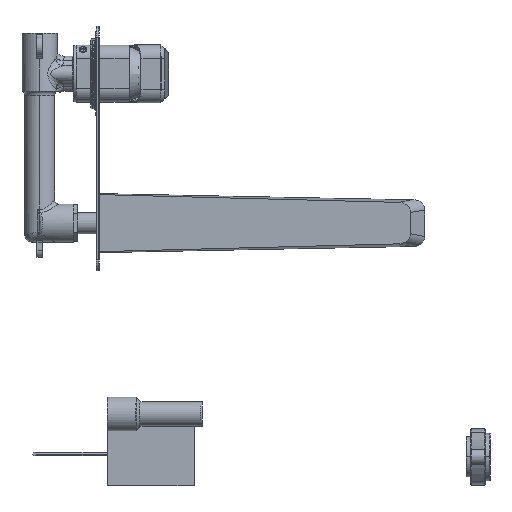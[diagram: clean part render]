
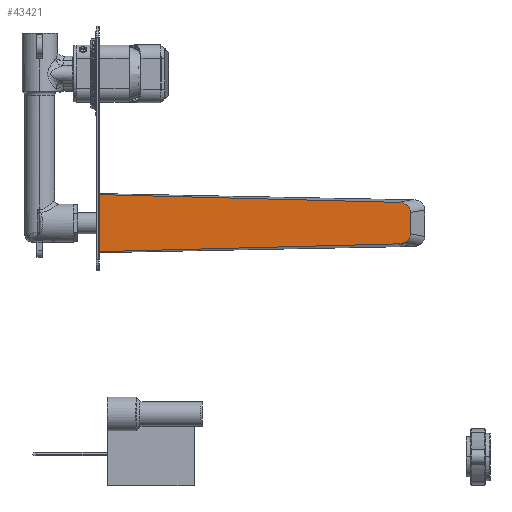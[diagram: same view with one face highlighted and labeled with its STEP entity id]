
A CAD part, top view. The second image highlights one B-rep face of the part: STEP entity #43421.
In plain terms, the highlighted planar face has unit normal (0, 0, 1).
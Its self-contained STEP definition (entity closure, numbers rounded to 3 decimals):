
#42394=CARTESIAN_POINT('',(1138.077,1232.214,83.75));
#42395=CARTESIAN_POINT('',(1138.077,1232.733,83.75));
#42396=CARTESIAN_POINT('',(1137.958,1233.751,83.75));
#42397=CARTESIAN_POINT('',(1137.406,1235.25,83.75));
#42398=CARTESIAN_POINT('',(1136.478,1236.632,83.75));
#42399=CARTESIAN_POINT('',(1135.195,1237.834,83.75));
#42400=CARTESIAN_POINT('',(1133.561,1238.805,83.75));
#42401=CARTESIAN_POINT('',(1131.616,1239.473,83.75));
#42402=CARTESIAN_POINT('',(1130.13,1239.671,83.75));
#42403=CARTESIAN_POINT('',(1129.338,1239.691,83.75));
#42405=CARTESIAN_POINT('',(1129.338,1209.143,83.75));
#42406=CARTESIAN_POINT('',(1130.128,1209.163,83.75));
#42407=CARTESIAN_POINT('',(1131.61,1209.36,83.75));
#42408=CARTESIAN_POINT('',(1133.557,1210.027,83.75));
#42409=CARTESIAN_POINT('',(1135.193,1210.999,83.75));
#42410=CARTESIAN_POINT('',(1136.48,1212.204,83.75));
#42411=CARTESIAN_POINT('',(1137.409,1213.588,83.75));
#42412=CARTESIAN_POINT('',(1137.959,1215.088,83.75));
#42413=CARTESIAN_POINT('',(1138.077,1216.104,83.75));
#42414=CARTESIAN_POINT('',(1138.077,1216.62,83.75));
#42416=DIRECTION('',(1.,0.026,0.));
#42417=VECTOR('',#42416,220.695);
#42418=CARTESIAN_POINT('',(908.717,1203.417,83.75));
#42419=LINE('',#42418,#42417);
#42420=DIRECTION('',(0.,-1.,0.));
#42421=VECTOR('',#42420,42.);
#42422=CARTESIAN_POINT('',(908.717,1245.417,83.75));
#42423=LINE('',#42422,#42421);
#42424=DIRECTION('',(-1.,0.026,0.));
#42425=VECTOR('',#42424,220.695);
#42426=CARTESIAN_POINT('',(1129.338,1239.691,83.75));
#42427=LINE('',#42426,#42425);
#42560=DIRECTION('',(0.,-1.,0.));
#42561=VECTOR('',#42560,15.594);
#42562=CARTESIAN_POINT('',(1138.077,1232.214,83.75));
#42563=LINE('',#42562,#42561);
#43163=CARTESIAN_POINT('',(908.717,1203.417,83.75));
#43164=VERTEX_POINT('',#43163);
#43165=CARTESIAN_POINT('',(908.717,1245.417,83.75));
#43166=VERTEX_POINT('',#43165);
#43171=CARTESIAN_POINT('',(1129.338,1209.143,83.75));
#43172=VERTEX_POINT('',#43171);
#43173=CARTESIAN_POINT('',(1129.338,1239.691,83.75));
#43174=VERTEX_POINT('',#43173);
#43183=CARTESIAN_POINT('',(1138.077,1232.214,83.75));
#43184=CARTESIAN_POINT('',(1138.077,1216.62,83.75));
#43185=VERTEX_POINT('',#43183);
#43186=VERTEX_POINT('',#43184);
#43405=CARTESIAN_POINT('',(906.424,1245.837,83.75));
#43406=DIRECTION('',(0.,0.,1.));
#43407=DIRECTION('',(1.,0.,0.));
#43408=AXIS2_PLACEMENT_3D('',#43405,#43406,#43407);
#43409=PLANE('',#43408);
#43411=ORIENTED_EDGE('',*,*,#43410,.F.);
#43413=ORIENTED_EDGE('',*,*,#43412,.T.);
#43414=ORIENTED_EDGE('',*,*,#43396,.F.);
#43415=ORIENTED_EDGE('',*,*,#43384,.F.);
#43416=ORIENTED_EDGE('',*,*,#43341,.F.);
#43418=ORIENTED_EDGE('',*,*,#43417,.F.);
#43419=EDGE_LOOP('',(#43411,#43413,#43414,#43415,#43416,#43418));
#43420=FACE_OUTER_BOUND('',#43419,.F.);
#43421=ADVANCED_FACE('',(#43420),#43409,.T.);
#42404=B_SPLINE_CURVE_WITH_KNOTS('',3,(#42394,#42395,#42396,#42397,#42398,
#42399,#42400,#42401,#42402,#42403),.UNSPECIFIED.,.F.,.F.,(4,1,1,1,1,1,1,4),(
0.,0.143,0.286,0.429,0.571,
0.714,0.857,1.),.UNSPECIFIED.);
#42415=B_SPLINE_CURVE_WITH_KNOTS('',3,(#42405,#42406,#42407,#42408,#42409,
#42410,#42411,#42412,#42413,#42414),.UNSPECIFIED.,.F.,.F.,(4,1,1,1,1,1,1,4),(
0.,0.143,0.286,0.429,0.571,
0.714,0.857,1.),.UNSPECIFIED.);
#43341=EDGE_CURVE('',#43166,#43164,#42423,.T.);
#43384=EDGE_CURVE('',#43164,#43172,#42419,.T.);
#43396=EDGE_CURVE('',#43172,#43186,#42415,.T.);
#43410=EDGE_CURVE('',#43185,#43174,#42404,.T.);
#43412=EDGE_CURVE('',#43185,#43186,#42563,.T.);
#43417=EDGE_CURVE('',#43174,#43166,#42427,.T.);
